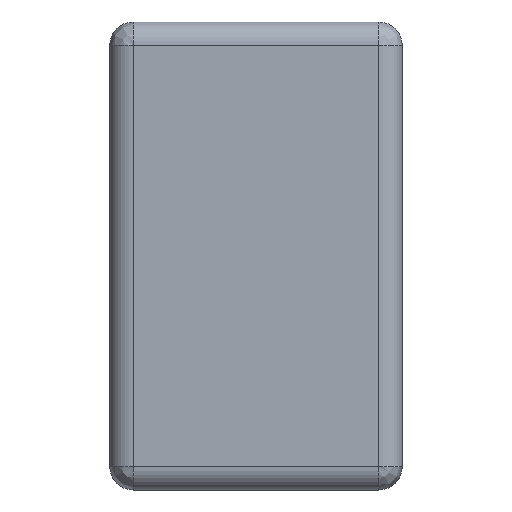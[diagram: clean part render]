
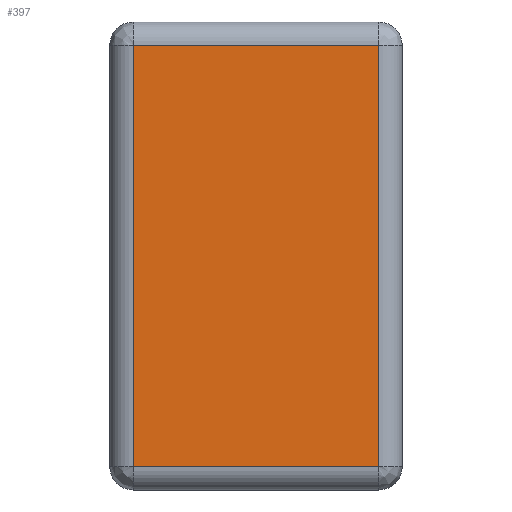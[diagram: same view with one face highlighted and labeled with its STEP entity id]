
A CAD part, left-side view. The second image highlights one B-rep face of the part: STEP entity #397.
In plain terms, the highlighted planar face has unit normal (-1, 0, 0).
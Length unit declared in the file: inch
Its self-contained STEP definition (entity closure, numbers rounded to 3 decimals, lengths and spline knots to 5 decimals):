
#208 = DIRECTION ( 'NONE',  ( 0., 0., -1. ) ) ;
#274 = DIRECTION ( 'NONE',  ( 0., 1., 0. ) ) ;
#280 = PLANE ( 'NONE',  #1198 ) ;
#391 = VERTEX_POINT ( 'NONE', #1043 ) ;
#397 = ADVANCED_FACE ( 'N', ( #1573 ), #280, .F. ) ;
#598 = CARTESIAN_POINT ( 'NONE',  ( -0.06299, 0.00315, 0.02835 ) ) ;
#717 = VERTEX_POINT ( 'NONE', #970 ) ;
#766 = CARTESIAN_POINT ( 'NONE',  ( -0.06299, 0.00315, -0.0315 ) ) ;
#835 = CARTESIAN_POINT ( 'NONE',  ( -0.06299, 0.03622, 0. ) ) ;
#873 = VECTOR ( 'NONE', #274, 39.37008 ) ;
#944 = LINE ( 'NONE', #1671, #1447 ) ;
#966 = CARTESIAN_POINT ( 'NONE',  ( -0.06299, 0.03622, -0.02835 ) ) ;
#970 = CARTESIAN_POINT ( 'NONE',  ( -0.06299, 0.03622, 0.02835 ) ) ;
#1013 = LINE ( 'NONE', #835, #1986 ) ;
#1015 = VERTEX_POINT ( 'NONE', #966 ) ;
#1021 = EDGE_CURVE ( 'NONE', #1129, #391, #1696, .T. ) ;
#1043 = CARTESIAN_POINT ( 'NONE',  ( -0.06299, 0.00315, -0.02835 ) ) ;
#1055 = CARTESIAN_POINT ( 'NONE',  ( -0.06299, 0.03937, -0.0315 ) ) ;
#1129 = VERTEX_POINT ( 'NONE', #598 ) ;
#1198 = AXIS2_PLACEMENT_3D ( 'NONE', #1055, #2327, #1446 ) ;
#1200 = VECTOR ( 'NONE', #208, 39.37008 ) ;
#1265 = ORIENTED_EDGE ( 'NONE', *, *, #1753, .F. ) ;
#1277 = DIRECTION ( 'NONE',  ( 0., -1., 0. ) ) ;
#1397 = EDGE_LOOP ( 'NONE', ( #1674, #2019, #2062, #1265 ) ) ;
#1446 = DIRECTION ( 'NONE',  ( 0., 0., -1. ) ) ;
#1447 = VECTOR ( 'NONE', #1277, 39.37008 ) ;
#1573 = FACE_OUTER_BOUND ( 'NONE', #1397, .T. ) ;
#1671 = CARTESIAN_POINT ( 'NONE',  ( -0.06299, 0.03937, 0.02835 ) ) ;
#1674 = ORIENTED_EDGE ( 'NONE', *, *, #2132, .F. ) ;
#1696 = LINE ( 'NONE', #766, #1200 ) ;
#1725 = DIRECTION ( 'NONE',  ( 0., 0., 1. ) ) ;
#1732 = CARTESIAN_POINT ( 'NONE',  ( -0.06299, 0.03937, -0.02835 ) ) ;
#1753 = EDGE_CURVE ( 'NONE', #1015, #717, #1013, .T. ) ;
#1986 = VECTOR ( 'NONE', #1725, 39.37008 ) ;
#2019 = ORIENTED_EDGE ( 'NONE', *, *, #1021, .F. ) ;
#2062 = ORIENTED_EDGE ( 'NONE', *, *, #2265, .F. ) ;
#2076 = LINE ( 'NONE', #1732, #873 ) ;
#2132 = EDGE_CURVE ( 'NONE', #391, #1015, #2076, .T. ) ;
#2265 = EDGE_CURVE ( 'NONE', #717, #1129, #944, .T. ) ;
#2327 = DIRECTION ( 'NONE',  ( 1., 0., 0. ) ) ;
